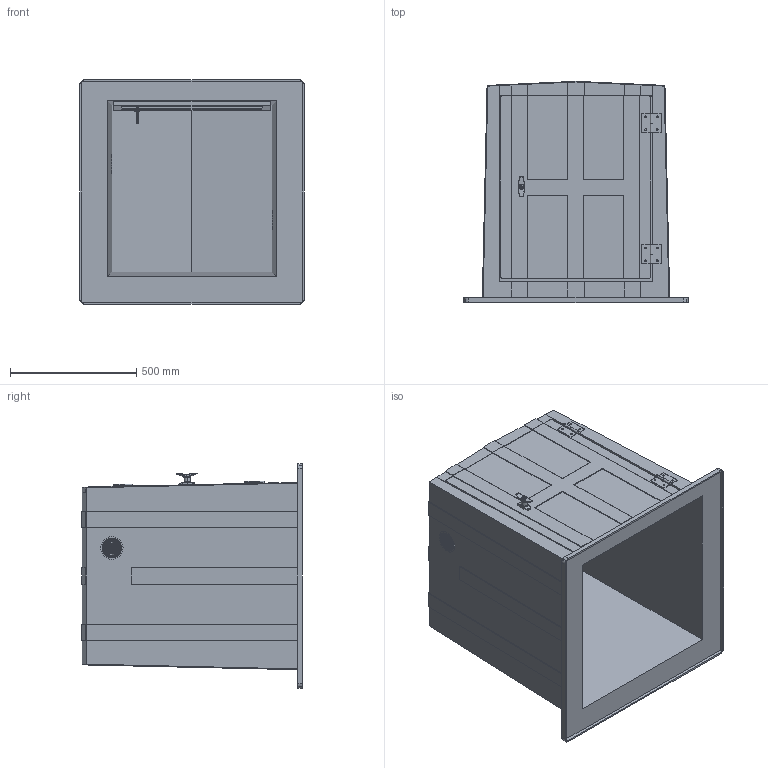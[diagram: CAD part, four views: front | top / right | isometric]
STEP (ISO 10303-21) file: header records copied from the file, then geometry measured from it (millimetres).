
FILE_DESCRIPTION (( 'STEP AP214' ), '1' );
FILE_NAME ('M50.STEP', '2020-10-02T11:49:00', ( '' ), ( '' ), 'SwSTEP 2.0', 'SolidWorks 2020', '' );
FILE_SCHEMA (( 'AUTOMOTIVE_DESIGN' ));
Length unit declared in the file: inch
Products named in the file (1): M50
Bounding box: 889 x 876.3 x 889 mm (x, y, z)
Volume: 77989308.1 mm3; surface area: 6714971.9 mm2
Topology: 14 solids, 14 shells, 5128 faces, 15622 edges, 9184 vertices
Faces by surface type: plane 4474, cylinder 517, cone 52, bspline 51, sphere 22, torus 12
Entity records: 255959 total; most frequent: CARTESIAN_POINT 56158, ORIENTED_EDGE 31216, DIRECTION 24230, EDGE_CURVE 15608, LINE 11428, VECTOR 11428, VERTEX_POINT 9178, AXIS2_PLACEMENT_3D 6401
